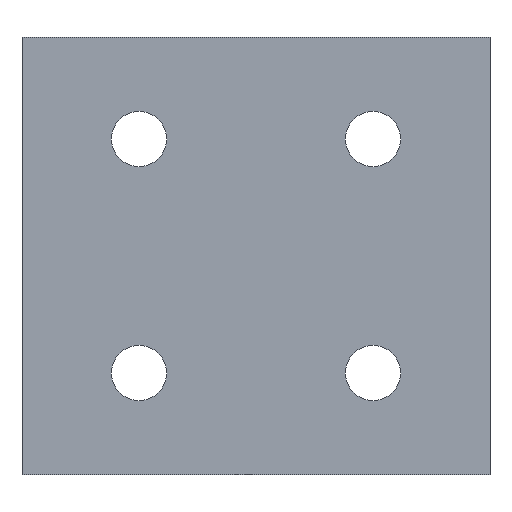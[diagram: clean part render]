
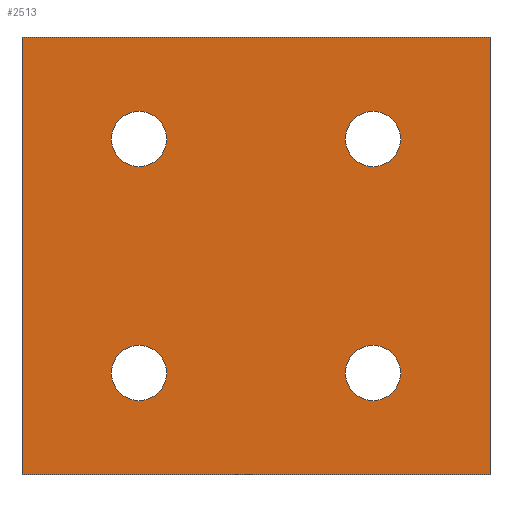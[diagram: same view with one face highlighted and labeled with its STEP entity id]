
A CAD part, front view. The second image highlights one B-rep face of the part: STEP entity #2513.
In plain terms, the highlighted planar face has unit normal (0, -1, 0).
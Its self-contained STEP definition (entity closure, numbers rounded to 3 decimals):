
#14 = CARTESIAN_POINT ( 'NONE',  ( 14.55, 0., -19.05 ) ) ;
#47 = DIRECTION ( 'NONE',  ( 0., 0., 1. ) ) ;
#78 = AXIS2_PLACEMENT_3D ( 'NONE', #1479, #320, #581 ) ;
#87 = CARTESIAN_POINT ( 'NONE',  ( 52.65, 0., -19.05 ) ) ;
#140 = DIRECTION ( 'NONE',  ( 1., 0., 0. ) ) ;
#151 = VERTEX_POINT ( 'NONE', #670 ) ;
#167 = CARTESIAN_POINT ( 'NONE',  ( 0., 0., 35.65 ) ) ;
#214 = EDGE_CURVE ( 'NONE', #2652, #1044, #1118, .T. ) ;
#265 = VERTEX_POINT ( 'NONE', #702 ) ;
#273 = EDGE_CURVE ( 'NONE', #1439, #265, #1862, .T. ) ;
#275 = ORIENTED_EDGE ( 'NONE', *, *, #273, .T. ) ;
#293 = VERTEX_POINT ( 'NONE', #1707 ) ;
#315 = CARTESIAN_POINT ( 'NONE',  ( 0., 0., -35.65 ) ) ;
#318 = AXIS2_PLACEMENT_3D ( 'NONE', #2007, #1145, #1129 ) ;
#320 = DIRECTION ( 'NONE',  ( 0., 1., 0. ) ) ;
#346 = EDGE_CURVE ( 'NONE', #265, #1439, #447, .T. ) ;
#424 = CIRCLE ( 'NONE', #654, 4.5 ) ;
#444 = DIRECTION ( 'NONE',  ( 0., 0., 1. ) ) ;
#447 = CIRCLE ( 'NONE', #78, 4.5 ) ;
#481 = DIRECTION ( 'NONE',  ( 0., 1., 0. ) ) ;
#498 = DIRECTION ( 'NONE',  ( 0., 0., 1. ) ) ;
#501 = ORIENTED_EDGE ( 'NONE', *, *, #214, .T. ) ;
#548 = VECTOR ( 'NONE', #697, 1000. ) ;
#566 = CARTESIAN_POINT ( 'NONE',  ( 14.55, 0., 19.05 ) ) ;
#579 = DIRECTION ( 'NONE',  ( 0., 0., -1. ) ) ;
#581 = DIRECTION ( 'NONE',  ( 0., 0., 1. ) ) ;
#594 = AXIS2_PLACEMENT_3D ( 'NONE', #1419, #481, #47 ) ;
#603 = EDGE_LOOP ( 'NONE', ( #501, #1112 ) ) ;
#654 = AXIS2_PLACEMENT_3D ( 'NONE', #2128, #1926, #1446 ) ;
#670 = CARTESIAN_POINT ( 'NONE',  ( 76.2, 0., 35.65 ) ) ;
#697 = DIRECTION ( 'NONE',  ( 1., 0., 0. ) ) ;
#701 = EDGE_CURVE ( 'NONE', #2021, #861, #2006, .T. ) ;
#702 = CARTESIAN_POINT ( 'NONE',  ( 61.65, 0., 19.05 ) ) ;
#790 = AXIS2_PLACEMENT_3D ( 'NONE', #2473, #2035, #444 ) ;
#805 = LINE ( 'NONE', #2157, #2218 ) ;
#836 = EDGE_LOOP ( 'NONE', ( #275, #2282 ) ) ;
#851 = EDGE_LOOP ( 'NONE', ( #940, #938 ) ) ;
#861 = VERTEX_POINT ( 'NONE', #1478 ) ;
#908 = CARTESIAN_POINT ( 'NONE',  ( 0., 0., -35.65 ) ) ;
#928 = EDGE_CURVE ( 'NONE', #1025, #2152, #1062, .T. ) ;
#938 = ORIENTED_EDGE ( 'NONE', *, *, #2822, .T. ) ;
#940 = ORIENTED_EDGE ( 'NONE', *, *, #2863, .T. ) ;
#1025 = VERTEX_POINT ( 'NONE', #315 ) ;
#1044 = VERTEX_POINT ( 'NONE', #1832 ) ;
#1062 = LINE ( 'NONE', #908, #548 ) ;
#1112 = ORIENTED_EDGE ( 'NONE', *, *, #1615, .T. ) ;
#1118 = CIRCLE ( 'NONE', #1843, 4.5 ) ;
#1129 = DIRECTION ( 'NONE',  ( 0., 0., 1. ) ) ;
#1140 = DIRECTION ( 'NONE',  ( 0., 1., 0. ) ) ;
#1145 = DIRECTION ( 'NONE',  ( 0., 1., 0. ) ) ;
#1167 = EDGE_LOOP ( 'NONE', ( #1277, #2297, #2133, #2547 ) ) ;
#1205 = CARTESIAN_POINT ( 'NONE',  ( 76.2, 0., 35.65 ) ) ;
#1208 = FACE_BOUND ( 'NONE', #603, .T. ) ;
#1209 = CARTESIAN_POINT ( 'NONE',  ( 0., 0., 35.65 ) ) ;
#1277 = ORIENTED_EDGE ( 'NONE', *, *, #928, .T. ) ;
#1280 = CIRCLE ( 'NONE', #1787, 4.5 ) ;
#1360 = FACE_BOUND ( 'NONE', #1500, .T. ) ;
#1377 = CARTESIAN_POINT ( 'NONE',  ( 0., 0., 35.65 ) ) ;
#1407 = CIRCLE ( 'NONE', #318, 4.5 ) ;
#1419 = CARTESIAN_POINT ( 'NONE',  ( 57.15, 0., -19.05 ) ) ;
#1439 = VERTEX_POINT ( 'NONE', #2661 ) ;
#1446 = DIRECTION ( 'NONE',  ( 0., 0., 1. ) ) ;
#1478 = CARTESIAN_POINT ( 'NONE',  ( 61.65, 0., -19.05 ) ) ;
#1479 = CARTESIAN_POINT ( 'NONE',  ( 57.15, 0., 19.05 ) ) ;
#1500 = EDGE_LOOP ( 'NONE', ( #2262, #2905 ) ) ;
#1578 = FACE_BOUND ( 'NONE', #836, .T. ) ;
#1607 = PLANE ( 'NONE',  #1893 ) ;
#1615 = EDGE_CURVE ( 'NONE', #1044, #2652, #424, .T. ) ;
#1646 = DIRECTION ( 'NONE',  ( 0., 0., -1. ) ) ;
#1660 = EDGE_CURVE ( 'NONE', #861, #2021, #1280, .T. ) ;
#1694 = VERTEX_POINT ( 'NONE', #167 ) ;
#1707 = CARTESIAN_POINT ( 'NONE',  ( 23.55, 0., -19.05 ) ) ;
#1764 = DIRECTION ( 'NONE',  ( 1., 0., 0. ) ) ;
#1787 = AXIS2_PLACEMENT_3D ( 'NONE', #2173, #1956, #2158 ) ;
#1807 = FACE_OUTER_BOUND ( 'NONE', #1167, .T. ) ;
#1832 = CARTESIAN_POINT ( 'NONE',  ( 23.55, 0., 19.05 ) ) ;
#1843 = AXIS2_PLACEMENT_3D ( 'NONE', #2054, #2761, #2717 ) ;
#1844 = VECTOR ( 'NONE', #579, 1000. ) ;
#1855 = DIRECTION ( 'NONE',  ( 0., 1., 0. ) ) ;
#1862 = CIRCLE ( 'NONE', #2187, 4.5 ) ;
#1890 = VECTOR ( 'NONE', #1646, 1000. ) ;
#1893 = AXIS2_PLACEMENT_3D ( 'NONE', #1377, #1140, #1764 ) ;
#1910 = LINE ( 'NONE', #1209, #1844 ) ;
#1918 = VERTEX_POINT ( 'NONE', #14 ) ;
#1926 = DIRECTION ( 'NONE',  ( 0., 1., 0. ) ) ;
#1956 = DIRECTION ( 'NONE',  ( 0., 1., 0. ) ) ;
#2006 = CIRCLE ( 'NONE', #594, 4.5 ) ;
#2007 = CARTESIAN_POINT ( 'NONE',  ( 19.05, 0., -19.05 ) ) ;
#2021 = VERTEX_POINT ( 'NONE', #87 ) ;
#2035 = DIRECTION ( 'NONE',  ( 0., 1., 0. ) ) ;
#2051 = EDGE_CURVE ( 'NONE', #151, #2152, #2831, .T. ) ;
#2052 = EDGE_CURVE ( 'NONE', #1694, #151, #805, .T. ) ;
#2053 = CIRCLE ( 'NONE', #790, 4.5 ) ;
#2054 = CARTESIAN_POINT ( 'NONE',  ( 19.05, 0., 19.05 ) ) ;
#2128 = CARTESIAN_POINT ( 'NONE',  ( 19.05, 0., 19.05 ) ) ;
#2133 = ORIENTED_EDGE ( 'NONE', *, *, #2052, .F. ) ;
#2152 = VERTEX_POINT ( 'NONE', #2670 ) ;
#2157 = CARTESIAN_POINT ( 'NONE',  ( 0., 0., 35.65 ) ) ;
#2158 = DIRECTION ( 'NONE',  ( 0., 0., 1. ) ) ;
#2173 = CARTESIAN_POINT ( 'NONE',  ( 57.15, 0., -19.05 ) ) ;
#2187 = AXIS2_PLACEMENT_3D ( 'NONE', #2524, #1855, #498 ) ;
#2218 = VECTOR ( 'NONE', #140, 1000. ) ;
#2262 = ORIENTED_EDGE ( 'NONE', *, *, #701, .T. ) ;
#2263 = EDGE_CURVE ( 'NONE', #1694, #1025, #1910, .T. ) ;
#2282 = ORIENTED_EDGE ( 'NONE', *, *, #346, .T. ) ;
#2297 = ORIENTED_EDGE ( 'NONE', *, *, #2051, .F. ) ;
#2473 = CARTESIAN_POINT ( 'NONE',  ( 19.05, 0., -19.05 ) ) ;
#2483 = FACE_BOUND ( 'NONE', #851, .T. ) ;
#2513 = ADVANCED_FACE ( 'NONE', ( #2483, #1208, #1578, #1360, #1807 ), #1607, .F. ) ;
#2524 = CARTESIAN_POINT ( 'NONE',  ( 57.15, 0., 19.05 ) ) ;
#2547 = ORIENTED_EDGE ( 'NONE', *, *, #2263, .T. ) ;
#2652 = VERTEX_POINT ( 'NONE', #566 ) ;
#2661 = CARTESIAN_POINT ( 'NONE',  ( 52.65, 0., 19.05 ) ) ;
#2670 = CARTESIAN_POINT ( 'NONE',  ( 76.2, 0., -35.65 ) ) ;
#2717 = DIRECTION ( 'NONE',  ( 0., 0., 1. ) ) ;
#2761 = DIRECTION ( 'NONE',  ( 0., 1., 0. ) ) ;
#2822 = EDGE_CURVE ( 'NONE', #293, #1918, #2053, .T. ) ;
#2831 = LINE ( 'NONE', #1205, #1890 ) ;
#2863 = EDGE_CURVE ( 'NONE', #1918, #293, #1407, .T. ) ;
#2905 = ORIENTED_EDGE ( 'NONE', *, *, #1660, .T. ) ;
